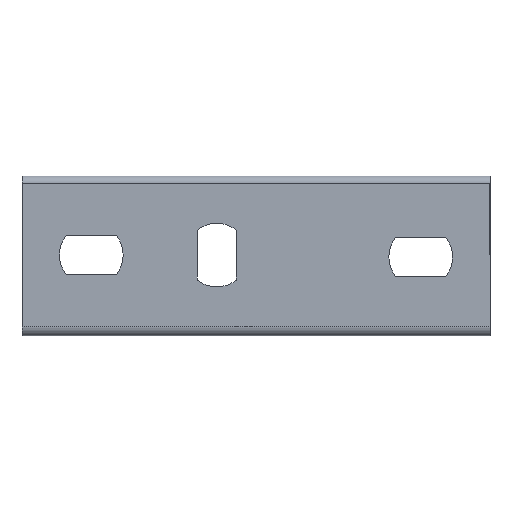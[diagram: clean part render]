
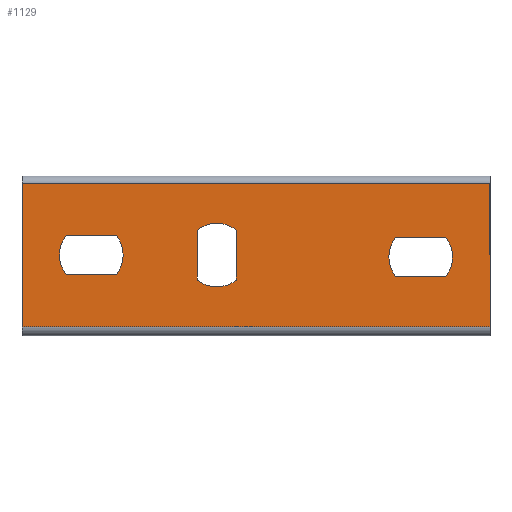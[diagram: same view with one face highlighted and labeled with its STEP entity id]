
A CAD part, left-side view. The second image highlights one B-rep face of the part: STEP entity #1129.
In plain terms, the highlighted planar face has unit normal (-1, 0, 0).
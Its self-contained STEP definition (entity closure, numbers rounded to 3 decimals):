
#13 = CARTESIAN_POINT ( 'NONE',  ( -1.126, 125., 56.126 ) ) ;
#15 = DIRECTION ( 'NONE',  ( -1., 0., 0. ) ) ;
#16 = CARTESIAN_POINT ( 'NONE',  ( -1.126, 106.5, 21.616 ) ) ;
#17 = DIRECTION ( 'NONE',  ( 0., 0., -1. ) ) ;
#18 = CARTESIAN_POINT ( 'NONE',  ( -1.126, 0., 59.945 ) ) ;
#21 = DIRECTION ( 'NONE',  ( 0., 0., 1. ) ) ;
#22 = CARTESIAN_POINT ( 'NONE',  ( -1.126, 73., 21.616 ) ) ;
#24 = DIRECTION ( 'NONE',  ( 0., -1., 0. ) ) ;
#28 = CARTESIAN_POINT ( 'NONE',  ( -1.126, 113.185, 16.366 ) ) ;
#29 = DIRECTION ( 'NONE',  ( 0., 0., 1. ) ) ;
#31 = DIRECTION ( 'NONE',  ( -1., 0., 0. ) ) ;
#32 = CARTESIAN_POINT ( 'NONE',  ( -1.126, 73., 21.616 ) ) ;
#34 = DIRECTION ( 'NONE',  ( 0., 1., 0. ) ) ;
#36 = CARTESIAN_POINT ( 'NONE',  ( -1.126, 113.185, 26.866 ) ) ;
#37 = DIRECTION ( 'NONE',  ( 0., 0., 1. ) ) ;
#38 = DIRECTION ( 'NONE',  ( -1., 0., 0. ) ) ;
#39 = CARTESIAN_POINT ( 'NONE',  ( -1.126, 18.5, 21.123 ) ) ;
#40 = DIRECTION ( 'NONE',  ( 0., 0., -1. ) ) ;
#41 = CARTESIAN_POINT ( 'NONE',  ( -1.126, 78.241, 14.944 ) ) ;
#42 = DIRECTION ( 'NONE',  ( 0., 0., 1. ) ) ;
#43 = DIRECTION ( 'NONE',  ( -1., 0., 0. ) ) ;
#44 = CARTESIAN_POINT ( 'NONE',  ( -1.126, 18.5, 21.123 ) ) ;
#46 = CARTESIAN_POINT ( 'NONE',  ( -1.126, 67.759, 14.944 ) ) ;
#49 = DIRECTION ( 'NONE',  ( 0., 1., 0. ) ) ;
#50 = CARTESIAN_POINT ( 'NONE',  ( -1.126, 25.185, 26.373 ) ) ;
#59 = DIRECTION ( 'NONE',  ( 0., -1., 0. ) ) ;
#61 = CARTESIAN_POINT ( 'NONE',  ( -1.126, 25.185, 15.873 ) ) ;
#82 = DIRECTION ( 'NONE',  ( 0., 0., 1. ) ) ;
#204 = DIRECTION ( 'NONE',  ( 0., 0., 1. ) ) ;
#239 = CARTESIAN_POINT ( 'NONE',  ( -1.126, 78.241, 14.944 ) ) ;
#248 = CARTESIAN_POINT ( 'NONE',  ( -1.126, 113.185, 16.366 ) ) ;
#250 = CARTESIAN_POINT ( 'NONE',  ( -1.126, 0., 2.5 ) ) ;
#269 = DIRECTION ( 'NONE',  ( -1., 0., 0. ) ) ;
#273 = CARTESIAN_POINT ( 'NONE',  ( -1.126, 25.185, 26.373 ) ) ;
#289 = CARTESIAN_POINT ( 'NONE',  ( -1.126, 67.759, 14.944 ) ) ;
#303 = CARTESIAN_POINT ( 'NONE',  ( -1.126, 25.185, 15.873 ) ) ;
#321 = CARTESIAN_POINT ( 'NONE',  ( -1.126, 11.815, 15.873 ) ) ;
#330 = CARTESIAN_POINT ( 'NONE',  ( -1.126, 125., 2.5 ) ) ;
#332 = CARTESIAN_POINT ( 'NONE',  ( -1.126, 113.185, 26.866 ) ) ;
#336 = CARTESIAN_POINT ( 'NONE',  ( -1.126, 0., 40.733 ) ) ;
#348 = CARTESIAN_POINT ( 'NONE',  ( -1.126, 67.759, 28.289 ) ) ;
#349 = CARTESIAN_POINT ( 'NONE',  ( -1.126, 11.815, 26.373 ) ) ;
#350 = CARTESIAN_POINT ( 'NONE',  ( -1.126, 78.241, 28.289 ) ) ;
#353 = CARTESIAN_POINT ( 'NONE',  ( -1.126, 99.815, 26.866 ) ) ;
#358 = CARTESIAN_POINT ( 'NONE',  ( -1.126, 125., 40.733 ) ) ;
#383 = CARTESIAN_POINT ( 'NONE',  ( -1.126, 99.815, 16.366 ) ) ;
#730 = DIRECTION ( 'NONE',  ( 0., 1., 0. ) ) ;
#734 = DIRECTION ( 'NONE',  ( 0., 0., 1. ) ) ;
#738 = DIRECTION ( 'NONE',  ( 0., 1., 0. ) ) ;
#739 = CARTESIAN_POINT ( 'NONE',  ( -1.126, 42.5, 2.5 ) ) ;
#740 = DIRECTION ( 'NONE',  ( 0., 0., 1. ) ) ;
#743 = DIRECTION ( 'NONE',  ( -1., 0., 0. ) ) ;
#744 = CARTESIAN_POINT ( 'NONE',  ( -1.126, 106.5, 21.616 ) ) ;
#745 = CARTESIAN_POINT ( 'NONE',  ( -1.126, 42.5, 40.733 ) ) ;
#906 = VECTOR ( 'NONE', #730, 1000. ) ;
#908 = VECTOR ( 'NONE', #734, 1000. ) ;
#910 = VECTOR ( 'NONE', #738, 1000. ) ;
#911 = LINE ( 'NONE', #745, #910 ) ;
#912 = LINE ( 'NONE', #739, #906 ) ;
#913 = VECTOR ( 'NONE', #17, 1000. ) ;
#914 = LINE ( 'NONE', #13, #908 ) ;
#915 = LINE ( 'NONE', #18, #913 ) ;
#916 = VECTOR ( 'NONE', #24, 1000. ) ;
#917 = CIRCLE ( 'NONE', #3206, 8.5 ) ;
#918 = LINE ( 'NONE', #28, #916 ) ;
#919 = VECTOR ( 'NONE', #34, 1000. ) ;
#920 = CIRCLE ( 'NONE', #3207, 8.5 ) ;
#921 = LINE ( 'NONE', #36, #919 ) ;
#922 = VECTOR ( 'NONE', #40, 1000. ) ;
#923 = CIRCLE ( 'NONE', #3208, 8.485 ) ;
#924 = LINE ( 'NONE', #41, #922 ) ;
#925 = VECTOR ( 'NONE', #204, 1000. ) ;
#926 = CIRCLE ( 'NONE', #3209, 8.485 ) ;
#927 = LINE ( 'NONE', #46, #925 ) ;
#928 = VECTOR ( 'NONE', #49, 1000. ) ;
#929 = CIRCLE ( 'NONE', #3211, 8.5 ) ;
#930 = LINE ( 'NONE', #50, #928 ) ;
#931 = VECTOR ( 'NONE', #59, 1000. ) ;
#932 = CIRCLE ( 'NONE', #3212, 8.5 ) ;
#933 = LINE ( 'NONE', #61, #931 ) ;
#1129 = ADVANCED_FACE ( 'NONE', ( #2335, #2332, #2337, #2339 ), #1737, .F. ) ;
#1473 = EDGE_CURVE ( 'NONE', #2609, #2601, #933, .T. ) ;
#1474 = EDGE_CURVE ( 'NONE', #2628, #2609, #932, .T. ) ;
#1475 = EDGE_CURVE ( 'NONE', #2581, #2628, #930, .T. ) ;
#1476 = EDGE_CURVE ( 'NONE', #2601, #2581, #929, .T. ) ;
#1477 = EDGE_CURVE ( 'NONE', #2618, #2582, #927, .T. ) ;
#1478 = EDGE_CURVE ( 'NONE', #2649, #2618, #926, .T. ) ;
#1479 = EDGE_CURVE ( 'NONE', #2580, #2649, #924, .T. ) ;
#1480 = EDGE_CURVE ( 'NONE', #2582, #2580, #923, .T. ) ;
#1481 = EDGE_CURVE ( 'NONE', #2578, #2593, #921, .T. ) ;
#1482 = EDGE_CURVE ( 'NONE', #2573, #2578, #920, .T. ) ;
#1483 = EDGE_CURVE ( 'NONE', #2644, #2573, #918, .T. ) ;
#1484 = EDGE_CURVE ( 'NONE', #2593, #2644, #917, .T. ) ;
#1485 = EDGE_CURVE ( 'NONE', #2589, #2643, #915, .T. ) ;
#1486 = EDGE_CURVE ( 'NONE', #2589, #2577, #911, .T. ) ;
#1487 = EDGE_CURVE ( 'NONE', #2594, #2577, #914, .T. ) ;
#1488 = EDGE_CURVE ( 'NONE', #2643, #2594, #912, .T. ) ;
#1736 = DIRECTION ( 'NONE',  ( 0., 0., -1. ) ) ;
#1737 = PLANE ( 'NONE',  #3146 ) ;
#1740 = CARTESIAN_POINT ( 'NONE',  ( -1.126, 42.5, -26.374 ) ) ;
#1750 = DIRECTION ( 'NONE',  ( 1., 0., 0. ) ) ;
#2332 = FACE_BOUND ( 'NONE', #2765, .T. ) ;
#2335 = FACE_BOUND ( 'NONE', #2780, .T. ) ;
#2337 = FACE_BOUND ( 'NONE', #2778, .T. ) ;
#2339 = FACE_OUTER_BOUND ( 'NONE', #2771, .T. ) ;
#2573 = VERTEX_POINT ( 'NONE', #383 ) ;
#2577 = VERTEX_POINT ( 'NONE', #358 ) ;
#2578 = VERTEX_POINT ( 'NONE', #353 ) ;
#2580 = VERTEX_POINT ( 'NONE', #350 ) ;
#2581 = VERTEX_POINT ( 'NONE', #349 ) ;
#2582 = VERTEX_POINT ( 'NONE', #348 ) ;
#2589 = VERTEX_POINT ( 'NONE', #336 ) ;
#2593 = VERTEX_POINT ( 'NONE', #332 ) ;
#2594 = VERTEX_POINT ( 'NONE', #330 ) ;
#2601 = VERTEX_POINT ( 'NONE', #321 ) ;
#2609 = VERTEX_POINT ( 'NONE', #303 ) ;
#2618 = VERTEX_POINT ( 'NONE', #289 ) ;
#2628 = VERTEX_POINT ( 'NONE', #273 ) ;
#2643 = VERTEX_POINT ( 'NONE', #250 ) ;
#2644 = VERTEX_POINT ( 'NONE', #248 ) ;
#2649 = VERTEX_POINT ( 'NONE', #239 ) ;
#2765 = EDGE_LOOP ( 'NONE', ( #2900, #2901, #2902, #2904 ) ) ;
#2771 = EDGE_LOOP ( 'NONE', ( #2911, #2912, #2913, #2915 ) ) ;
#2778 = EDGE_LOOP ( 'NONE', ( #2905, #2906, #2908, #2910 ) ) ;
#2780 = EDGE_LOOP ( 'NONE', ( #2895, #2897, #2898, #2899 ) ) ;
#2895 = ORIENTED_EDGE ( 'NONE', *, *, #1473, .F. ) ;
#2897 = ORIENTED_EDGE ( 'NONE', *, *, #1474, .F. ) ;
#2898 = ORIENTED_EDGE ( 'NONE', *, *, #1475, .F. ) ;
#2899 = ORIENTED_EDGE ( 'NONE', *, *, #1476, .F. ) ;
#2900 = ORIENTED_EDGE ( 'NONE', *, *, #1477, .F. ) ;
#2901 = ORIENTED_EDGE ( 'NONE', *, *, #1478, .F. ) ;
#2902 = ORIENTED_EDGE ( 'NONE', *, *, #1479, .F. ) ;
#2904 = ORIENTED_EDGE ( 'NONE', *, *, #1480, .F. ) ;
#2905 = ORIENTED_EDGE ( 'NONE', *, *, #1481, .F. ) ;
#2906 = ORIENTED_EDGE ( 'NONE', *, *, #1482, .F. ) ;
#2908 = ORIENTED_EDGE ( 'NONE', *, *, #1483, .F. ) ;
#2910 = ORIENTED_EDGE ( 'NONE', *, *, #1484, .F. ) ;
#2911 = ORIENTED_EDGE ( 'NONE', *, *, #1485, .F. ) ;
#2912 = ORIENTED_EDGE ( 'NONE', *, *, #1486, .T. ) ;
#2913 = ORIENTED_EDGE ( 'NONE', *, *, #1487, .F. ) ;
#2915 = ORIENTED_EDGE ( 'NONE', *, *, #1488, .F. ) ;
#3146 = AXIS2_PLACEMENT_3D ( 'NONE', #1740, #1750, #1736 ) ;
#3206 = AXIS2_PLACEMENT_3D ( 'NONE', #744, #743, #740 ) ;
#3207 = AXIS2_PLACEMENT_3D ( 'NONE', #16, #15, #82 ) ;
#3208 = AXIS2_PLACEMENT_3D ( 'NONE', #22, #269, #21 ) ;
#3209 = AXIS2_PLACEMENT_3D ( 'NONE', #32, #31, #29 ) ;
#3211 = AXIS2_PLACEMENT_3D ( 'NONE', #39, #38, #37 ) ;
#3212 = AXIS2_PLACEMENT_3D ( 'NONE', #44, #43, #42 ) ;
